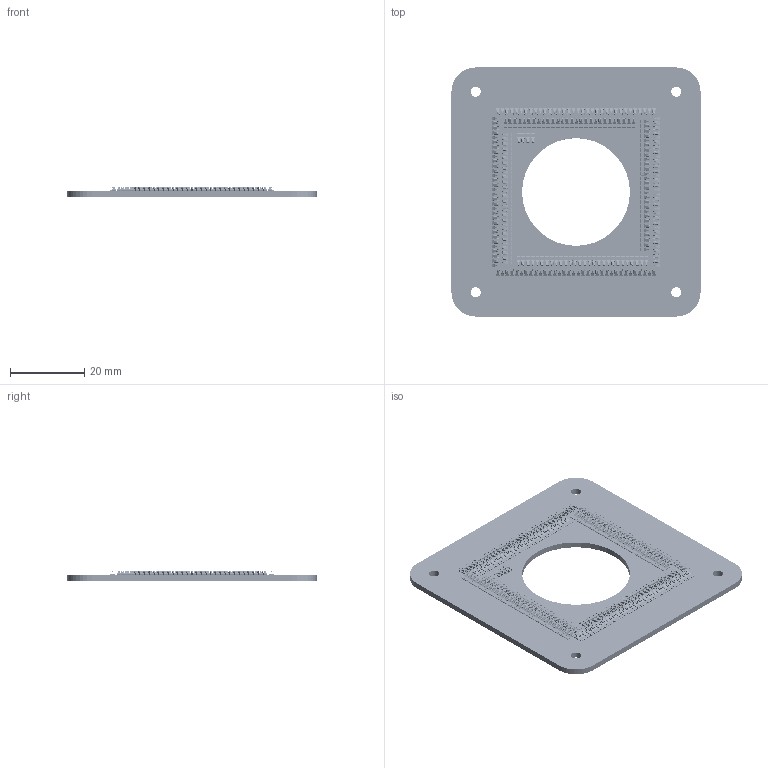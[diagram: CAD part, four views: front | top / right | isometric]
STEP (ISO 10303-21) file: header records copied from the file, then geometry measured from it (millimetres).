
FILE_DESCRIPTION(('KiCad electronic assembly'),'2;1');
FILE_NAME('mea_breakout.step','2024-01-25T22:04:33',('Pcbnew'),('Kicad') ,'Open CASCADE STEP processor 7.5','KiCad to STEP converter','Unknown' );
FILE_SCHEMA(('AUTOMOTIVE_DESIGN { 1 0 10303 214 1 1 1 1 }'));
Length unit declared in the file: millimetre
Products named in the file (4): mea_breakout 1; 2329497-2; COMPOUND; mea_breakout PCB
Assembly tree (250 placements, depth 3):
  mea_breakout 1
    2329497-2  x248
      COMPOUND
    mea_breakout PCB
Bounding box: 67 x 67 x 2.8 mm (x, y, z)
Volume: 6152.9 mm3; surface area: 11546.8 mm2
Topology: 249 solids, 249 shells, 24567 faces, 66255 edges, 42186 vertices
Faces by surface type: plane 11414, cylinder 10177, bspline 2976
Full cylindrical faces by diameter (mm): 2.7 x4, 29 x1
Entity records: 12214 total; most frequent: CARTESIAN_POINT 4356, DIRECTION 1616, LINE 640, VECTOR 640, ORIENTED_EDGE 612, PCURVE 612, DEFINITIONAL_REPRESENTATION 612, AXIS2_PLACEMENT_3D 453
